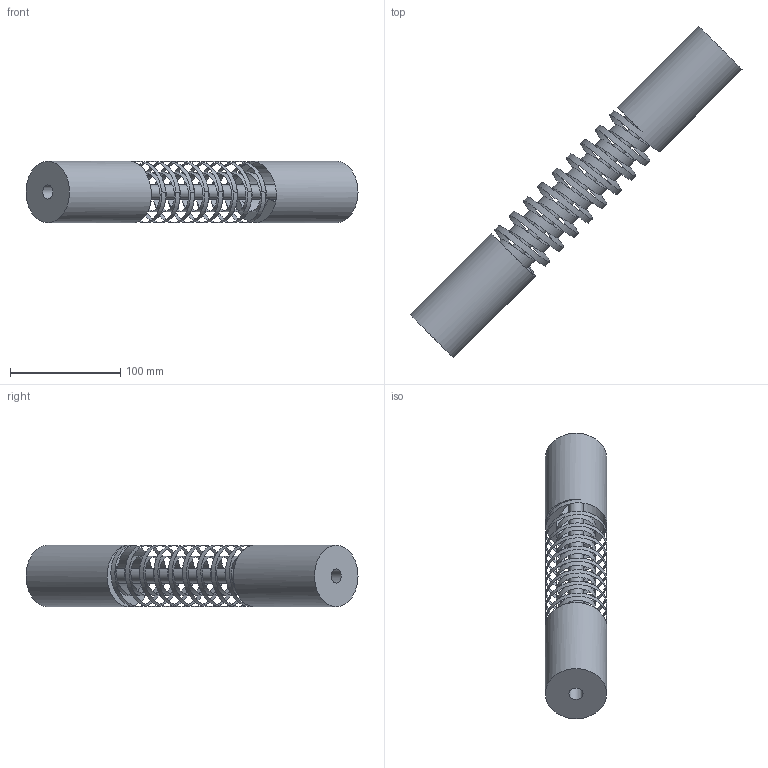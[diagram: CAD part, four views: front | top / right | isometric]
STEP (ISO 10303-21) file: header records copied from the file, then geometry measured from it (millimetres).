
FILE_DESCRIPTION( ( '' ), ' ' );
FILE_NAME( '5dfa63844e01b0126b94b6ea.step', '2019-12-18T17:36:04', ( '' ), ( '' ), ' ', ' ', ' ' );
FILE_SCHEMA( ( 'AUTOMOTIVE_DESIGN { 1 0 10303 214 1 1 1 1 }' ) );
Length unit declared in the file: metre
Products named in the file (1): Part 6
Bounding box: 300.78 x 300.78 x 55.77 mm (x, y, z)
Surface area: 73572.5 mm2 (no closed solid volume)
Topology: 0 solids, 1 shells, 17 faces, 49 edges, 32 vertices
Faces by surface type: cylinder 11, plane 6
Full cylindrical faces by diameter (mm): 12.7 x1, 55.765 x9
Entity records: 5694 total; most frequent: CARTESIAN_POINT 5378, ORIENTED_EDGE 40, DIRECTION 39, EDGE_CURVE 20, AXIS2_PLACEMENT_3D 18, EDGE_LOOP 16, VERTEX_POINT 14, FACE_OUTER_BOUND 13
